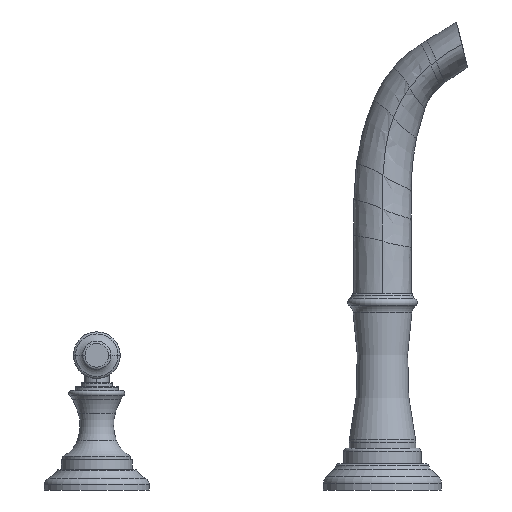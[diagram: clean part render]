
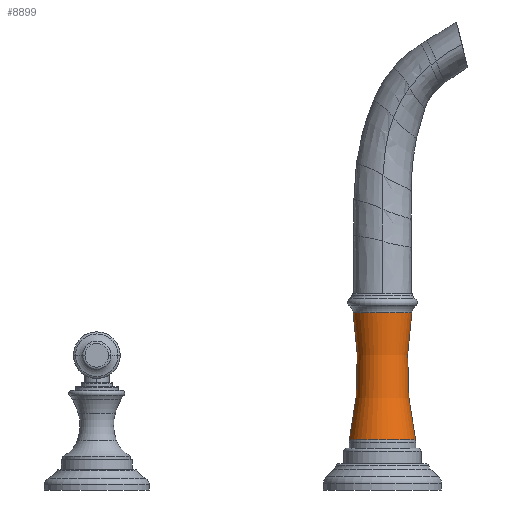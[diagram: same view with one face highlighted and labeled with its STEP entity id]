
A CAD part, left-side view. The second image highlights one B-rep face of the part: STEP entity #8899.
In plain terms, the highlighted toroidal (fillet/blend) face has major radius 191.133 mm and minor radius 177.8 mm.
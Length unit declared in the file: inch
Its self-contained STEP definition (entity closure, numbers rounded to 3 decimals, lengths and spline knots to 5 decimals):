
#6793=CARTESIAN_POINT('',(0.,0.,1.05568));
#6794=DIRECTION('',(0.,0.,1.));
#6795=DIRECTION('',(0.,1.,0.));
#6796=AXIS2_PLACEMENT_3D('',#6793,#6794,#6795);
#6801=CARTESIAN_POINT('',(0.,0.,3.72583));
#6802=DIRECTION('',(0.,0.,-1.));
#6803=DIRECTION('',(0.,-1.,0.));
#6804=AXIS2_PLACEMENT_3D('',#6801,#6802,#6803);
#6833=CARTESIAN_POINT('',(0.,-7.52491,2.58585));
#6834=DIRECTION('',(1.,0.,0.));
#6835=DIRECTION('',(0.,0.976,-0.219));
#6836=AXIS2_PLACEMENT_3D('',#6833,#6834,#6835);
#6849=CARTESIAN_POINT('',(0.,7.52491,2.58585));
#6850=DIRECTION('',(-1.,0.,0.));
#6851=DIRECTION('',(0.,-0.976,-0.219));
#6852=AXIS2_PLACEMENT_3D('',#6849,#6850,#6851);
#7586=CARTESIAN_POINT('',(0.,0.61835,3.72583));
#7587=CARTESIAN_POINT('',(0.,-0.61835,3.72583));
#7588=VERTEX_POINT('',#7586);
#7589=VERTEX_POINT('',#7587);
#7590=CARTESIAN_POINT('',(0.,-0.6942,1.05568));
#7591=CARTESIAN_POINT('',(0.,0.6942,1.05568));
#7592=VERTEX_POINT('',#7590);
#7593=VERTEX_POINT('',#7591);
#8885=CARTESIAN_POINT('',(0.,0.,2.58585));
#8886=DIRECTION('',(0.,0.,-1.));
#8887=DIRECTION('',(0.,1.,0.));
#8888=AXIS2_PLACEMENT_3D('',#8885,#8886,#8887);
#8889=TOROIDAL_SURFACE('',#8888,7.52491,7.);
#8891=ORIENTED_EDGE('',*,*,#8890,.F.);
#8893=ORIENTED_EDGE('',*,*,#8892,.T.);
#8894=ORIENTED_EDGE('',*,*,#8853,.F.);
#8896=ORIENTED_EDGE('',*,*,#8895,.F.);
#8897=EDGE_LOOP('',(#8891,#8893,#8894,#8896));
#8898=FACE_OUTER_BOUND('',#8897,.F.);
#6797=CIRCLE('',#6796,0.6942);
#6805=CIRCLE('',#6804,0.61835);
#6837=CIRCLE('',#6836,7.);
#6853=CIRCLE('',#6852,7.);
#8853=EDGE_CURVE('',#7589,#7588,#6805,.T.);
#8890=EDGE_CURVE('',#7593,#7592,#6797,.T.);
#8892=EDGE_CURVE('',#7593,#7588,#6853,.T.);
#8895=EDGE_CURVE('',#7592,#7589,#6837,.T.);
#8899=ADVANCED_FACE('',(#8898),#8889,.F.);
